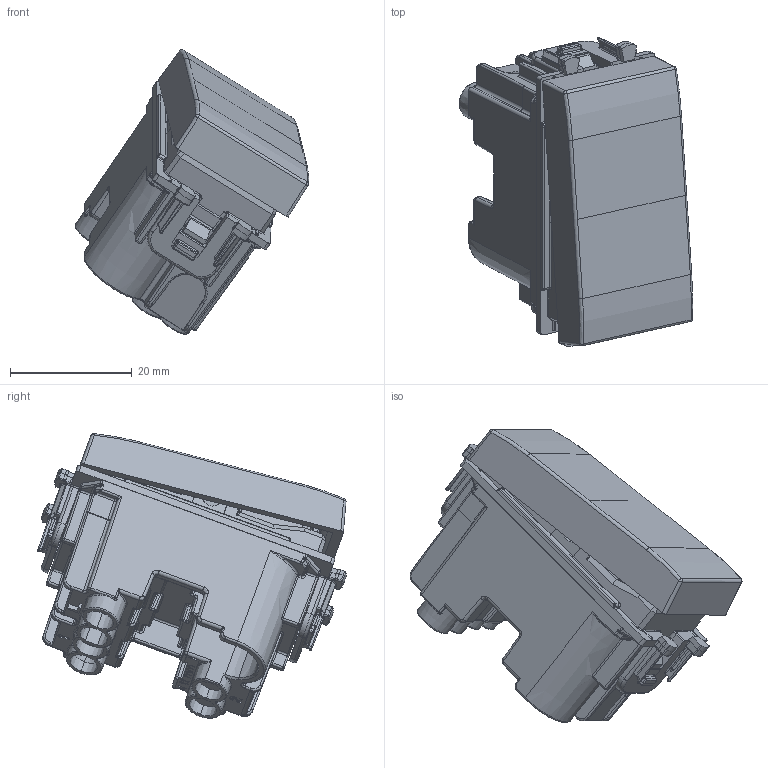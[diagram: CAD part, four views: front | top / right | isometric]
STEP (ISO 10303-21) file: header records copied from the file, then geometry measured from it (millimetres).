
FILE_DESCRIPTION(('CATIA V5 STEP Exchange'),'2;1');
FILE_NAME('441001-10A.stp','2024-02-16T07:33:17+00:00',('none'),('none'),'CATIA Version 5-6 Release 2016 SP6','CATIA V5 STEP AP203','none');
FILE_SCHEMA(('CONFIG_CONTROL_DESIGN'));
Products named in the file (1): 441001-10A
Assembly tree (10 placements, depth 2):
  441001-10A
    #57
    #54987
    #109992
    #142195
    #167677
    #170247
    #171902  x2
    #173815  x2
Bounding box: 38.27 x 50.65 x 46.69 mm (x, y, z)
Volume: 13963.6 mm3; surface area: 22343.7 mm2
Topology: 11 solids, 11 shells, 4628 faces, 12145 edges, 7329 vertices
Faces by surface type: plane 1985, cylinder 1484, bspline 652, sphere 197, cone 173, torus 99, extrusion 34, revolution 4
Entity records: 174652 total; most frequent: CARTESIAN_POINT 77550, ORIENTED_EDGE 23360, DIRECTION 14259, EDGE_CURVE 11680, VERTEX_POINT 7183, VECTOR 6157, LINE 6123, AXIS2_PLACEMENT_3D 4811
